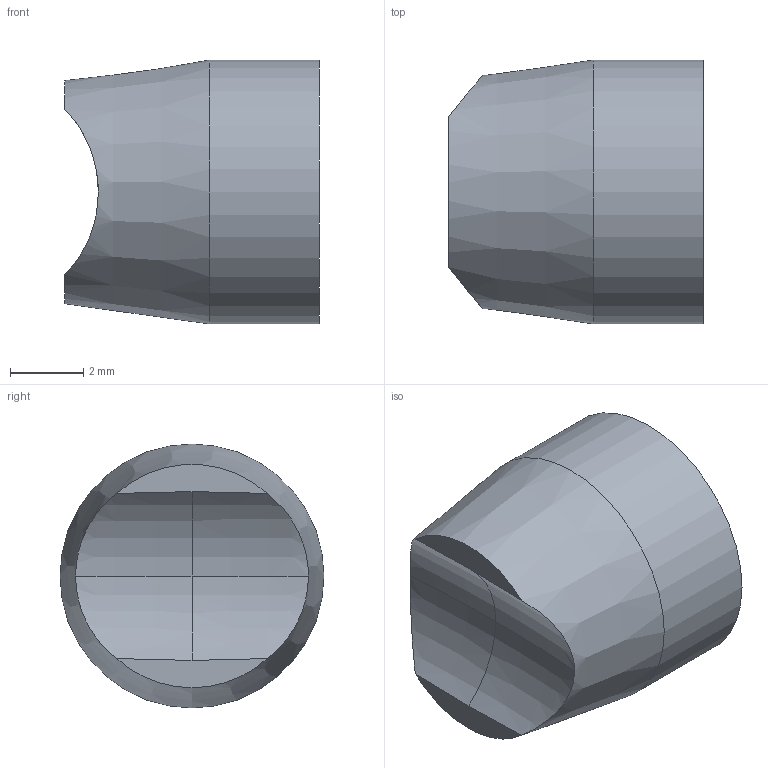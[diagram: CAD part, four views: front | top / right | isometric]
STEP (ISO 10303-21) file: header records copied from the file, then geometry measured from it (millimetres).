
FILE_DESCRIPTION(('FreeCAD Model'),'2;1');
FILE_NAME('Art4BearingPlug.step', '2017-01-10T08:57:02',('Author'),(''), 'Open CASCADE STEP processor 6.8','FreeCAD','Unknown');
FILE_SCHEMA(('AUTOMOTIVE_DESIGN_CC2 { 1 2 10303 214 -1 1 5 4 }'));
Length unit declared in the file: millimetre
Products named in the file (2): ASSEMBLY; Art4BearingPlug
Assembly tree (1 placements, depth 2):
  ASSEMBLY
    Art4BearingPlug
Bounding box: 6.95 x 7.2 x 7.2 mm (x, y, z)
Volume: 240.9 mm3; surface area: 218.7 mm2
Topology: 1 solids, 1 shells, 9 faces, 19 edges, 12 vertices
Faces by surface type: torus 4, plane 3, cone 1, cylinder 1
Full cylindrical faces by diameter (mm): 7.2 x1
Entity records: 2317 total; most frequent: CARTESIAN_POINT 1859, DIRECTION 64, ORIENTED_EDGE 38, PCURVE 38, DEFINITIONAL_REPRESENTATION 38, B_SPLINE_CURVE_WITH_KNOTS 24, AXIS2_PLACEMENT_3D 20, LINE 20
